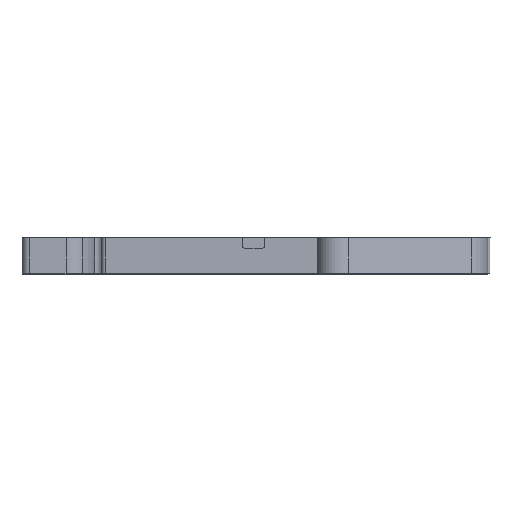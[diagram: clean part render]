
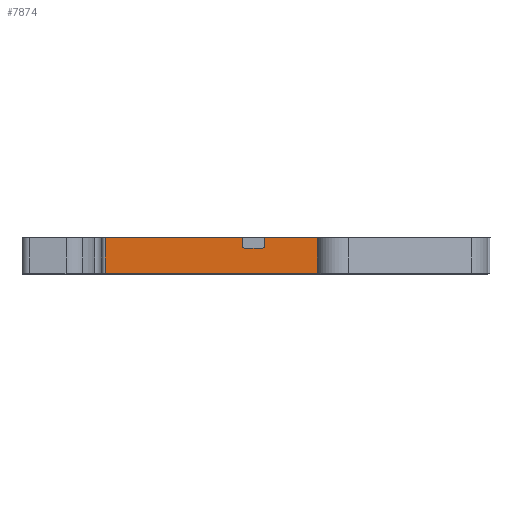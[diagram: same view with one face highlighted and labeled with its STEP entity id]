
A CAD part, front view. The second image highlights one B-rep face of the part: STEP entity #7874.
In plain terms, the highlighted planar face has unit normal (0, -1, 0).
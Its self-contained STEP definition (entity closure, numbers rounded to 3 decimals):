
#115 = DIRECTION ( 'NONE',  ( 0., -1., 0. ) ) ;
#486 = ORIENTED_EDGE ( 'NONE', *, *, #8075, .F. ) ;
#865 = CARTESIAN_POINT ( 'NONE',  ( 4.828, 0., 4.15 ) ) ;
#1097 = CARTESIAN_POINT ( 'NONE',  ( -15.352, 0., 0.15 ) ) ;
#1160 = ORIENTED_EDGE ( 'NONE', *, *, #21241, .F. ) ;
#2627 = CIRCLE ( 'NONE', #15160, 0.5 ) ;
#2676 = CARTESIAN_POINT ( 'NONE',  ( 7.528, 0., 4.15 ) ) ;
#3333 = VERTEX_POINT ( 'NONE', #17125 ) ;
#3473 = DIRECTION ( 'NONE',  ( 0., 0., -1. ) ) ;
#3681 = LINE ( 'NONE', #14320, #4291 ) ;
#4291 = VECTOR ( 'NONE', #10521, 1000. ) ;
#4596 = CARTESIAN_POINT ( 'NONE',  ( -15.352, 0., 5.15 ) ) ;
#4866 = DIRECTION ( 'NONE',  ( 1., 0., 0. ) ) ;
#5292 = VERTEX_POINT ( 'NONE', #18979 ) ;
#5494 = VERTEX_POINT ( 'NONE', #17528 ) ;
#6619 = CARTESIAN_POINT ( 'NONE',  ( 15.352, 0., 5.15 ) ) ;
#7163 = ORIENTED_EDGE ( 'NONE', *, *, #17978, .F. ) ;
#7272 = CARTESIAN_POINT ( 'NONE',  ( 7.528, 0., 5.15 ) ) ;
#7531 = ORIENTED_EDGE ( 'NONE', *, *, #18892, .F. ) ;
#7565 = VECTOR ( 'NONE', #9390, 1000. ) ;
#7582 = VERTEX_POINT ( 'NONE', #2676 ) ;
#7795 = ORIENTED_EDGE ( 'NONE', *, *, #16132, .F. ) ;
#7852 = EDGE_CURVE ( 'NONE', #5494, #3333, #20201, .T. ) ;
#7874 = ADVANCED_FACE ( 'NONE', ( #15164 ), #13251, .F. ) ;
#7905 = VERTEX_POINT ( 'NONE', #18638 ) ;
#8016 = LINE ( 'NONE', #21660, #7565 ) ;
#8075 = EDGE_CURVE ( 'NONE', #13876, #7582, #2627, .T. ) ;
#8730 = CARTESIAN_POINT ( 'NONE',  ( 7.528, 0., 4.15 ) ) ;
#9390 = DIRECTION ( 'NONE',  ( 0., 0., -1. ) ) ;
#9684 = VECTOR ( 'NONE', #19718, 1000. ) ;
#9817 = CARTESIAN_POINT ( 'NONE',  ( -14.794, 0., -12.358 ) ) ;
#10278 = VECTOR ( 'NONE', #3473, 1000. ) ;
#10521 = DIRECTION ( 'NONE',  ( 1., 0., 0. ) ) ;
#10778 = CARTESIAN_POINT ( 'NONE',  ( 7.028, 0., 3.65 ) ) ;
#10980 = DIRECTION ( 'NONE',  ( -1., 0., 0. ) ) ;
#11009 = VERTEX_POINT ( 'NONE', #7272 ) ;
#11072 = EDGE_CURVE ( 'NONE', #7582, #11009, #13866, .T. ) ;
#11414 = VECTOR ( 'NONE', #15546, 1000. ) ;
#11475 = DIRECTION ( 'NONE',  ( 1., 0., 0. ) ) ;
#11481 = VERTEX_POINT ( 'NONE', #19444 ) ;
#11543 = LINE ( 'NONE', #4596, #9684 ) ;
#11591 = AXIS2_PLACEMENT_3D ( 'NONE', #21980, #20316, #11475 ) ;
#11660 = DIRECTION ( 'NONE',  ( 0., 0., -1. ) ) ;
#12672 = VECTOR ( 'NONE', #4866, 1000. ) ;
#12690 = AXIS2_PLACEMENT_3D ( 'NONE', #865, #115, #10980 ) ;
#12979 = DIRECTION ( 'NONE',  ( -1., 0., 0. ) ) ;
#13142 = VECTOR ( 'NONE', #20335, 1000. ) ;
#13251 = PLANE ( 'NONE',  #11591 ) ;
#13858 = CARTESIAN_POINT ( 'NONE',  ( 15.352, 0., 0.15 ) ) ;
#13866 = LINE ( 'NONE', #8730, #11414 ) ;
#13876 = VERTEX_POINT ( 'NONE', #10778 ) ;
#14320 = CARTESIAN_POINT ( 'NONE',  ( 4.828, 0., 3.65 ) ) ;
#14409 = VERTEX_POINT ( 'NONE', #19999 ) ;
#14438 = ORIENTED_EDGE ( 'NONE', *, *, #20477, .F. ) ;
#15160 = AXIS2_PLACEMENT_3D ( 'NONE', #20043, #18261, #11660 ) ;
#15164 = FACE_OUTER_BOUND ( 'NONE', #15173, .T. ) ;
#15173 = EDGE_LOOP ( 'NONE', ( #16264, #7163, #16178, #7795, #14438, #17606, #486, #7531, #16115, #1160 ) ) ;
#15180 = CIRCLE ( 'NONE', #12690, 0.5 ) ;
#15296 = LINE ( 'NONE', #9817, #13142 ) ;
#15354 = EDGE_CURVE ( 'NONE', #11481, #14409, #15180, .T. ) ;
#15546 = DIRECTION ( 'NONE',  ( 0., 0., 1. ) ) ;
#16115 = ORIENTED_EDGE ( 'NONE', *, *, #15354, .F. ) ;
#16132 = EDGE_CURVE ( 'NONE', #5292, #21074, #20277, .T. ) ;
#16133 = LINE ( 'NONE', #1097, #17779 ) ;
#16178 = ORIENTED_EDGE ( 'NONE', *, *, #17480, .F. ) ;
#16264 = ORIENTED_EDGE ( 'NONE', *, *, #7852, .F. ) ;
#17125 = CARTESIAN_POINT ( 'NONE',  ( 4.328, 0., 5.15 ) ) ;
#17480 = EDGE_CURVE ( 'NONE', #21074, #7905, #16133, .T. ) ;
#17528 = CARTESIAN_POINT ( 'NONE',  ( -14.794, 0., 5.15 ) ) ;
#17606 = ORIENTED_EDGE ( 'NONE', *, *, #11072, .F. ) ;
#17779 = VECTOR ( 'NONE', #12979, 1000. ) ;
#17978 = EDGE_CURVE ( 'NONE', #7905, #5494, #15296, .T. ) ;
#18261 = DIRECTION ( 'NONE',  ( 0., -1., 0. ) ) ;
#18638 = CARTESIAN_POINT ( 'NONE',  ( -14.794, 0., 0.15 ) ) ;
#18892 = EDGE_CURVE ( 'NONE', #14409, #13876, #3681, .T. ) ;
#18979 = CARTESIAN_POINT ( 'NONE',  ( 15.352, 0., 5.15 ) ) ;
#19444 = CARTESIAN_POINT ( 'NONE',  ( 4.328, 0., 4.15 ) ) ;
#19718 = DIRECTION ( 'NONE',  ( 1., 0., 0. ) ) ;
#19973 = CARTESIAN_POINT ( 'NONE',  ( -15.352, 0., 5.15 ) ) ;
#19999 = CARTESIAN_POINT ( 'NONE',  ( 4.828, 0., 3.65 ) ) ;
#20043 = CARTESIAN_POINT ( 'NONE',  ( 7.028, 0., 4.15 ) ) ;
#20201 = LINE ( 'NONE', #19973, #12672 ) ;
#20277 = LINE ( 'NONE', #6619, #10278 ) ;
#20316 = DIRECTION ( 'NONE',  ( 0., 1., 0. ) ) ;
#20335 = DIRECTION ( 'NONE',  ( 0., 0., 1. ) ) ;
#20477 = EDGE_CURVE ( 'NONE', #11009, #5292, #11543, .T. ) ;
#21074 = VERTEX_POINT ( 'NONE', #13858 ) ;
#21241 = EDGE_CURVE ( 'NONE', #3333, #11481, #8016, .T. ) ;
#21660 = CARTESIAN_POINT ( 'NONE',  ( 4.328, 0., 4.15 ) ) ;
#21980 = CARTESIAN_POINT ( 'NONE',  ( -15.352, 0., 5.15 ) ) ;
